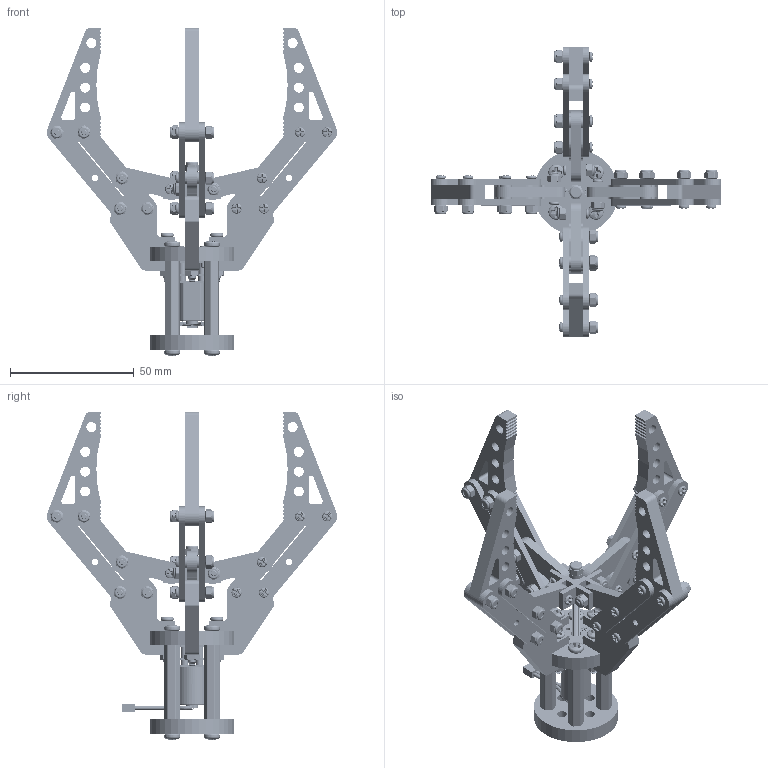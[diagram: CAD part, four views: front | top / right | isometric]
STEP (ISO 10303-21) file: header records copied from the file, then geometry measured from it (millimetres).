
FILE_DESCRIPTION( ( 'Unknown' ), '1' );
FILE_NAME( 'gripper.stp', 'Unknown', ( 'Unknown' ), ( 'Unknown' ), 'PSStep 15.0.49', 'Unknown', ' ' );
FILE_SCHEMA( ( 'AUTOMOTIVE_DESIGN { 1 0 10303 214 1 1 1 1 }' ) );
Length unit declared in the file: millimetre
Products named in the file (20): Assem1; bottom; bottom2; link; chuck; screw M3_18; nutM3_2; screw M2.5_14; locknutM2.5; motor; screwM1.6; nylonM4; bottom3; screw M4_10; plastic ring 2.5; link2; nut M3; screw M2.5_12; locknutM3; spring
Assembly tree (112 placements, depth 2):
  Assem1
    bottom
    bottom2  x4
    link  x16
    chuck  x4
    screw M3_18  x4
    nutM3_2  x4
    screw M2.5_14  x20
    locknutM2.5  x24
    motor
    screwM1.6  x2
    nylonM4  x4
    bottom3
    screw M4_10  x8
    plastic ring 2.5  x8
    link2  x4
    nut M3
    screw M2.5_12  x4
    locknutM3
    spring
Bounding box: 117.16 x 117.16 x 132.15 mm (x, y, z)
Volume: 60774.3 mm3; surface area: 62498.2 mm2
Topology: 112 solids, 112 shells, 7337 faces, 19205 edges, 12106 vertices
Faces by surface type: cone 3823, cylinder 2125, plane 1158, torus 117, sphere 108, bspline 6
Full cylindrical faces by diameter (mm): 0.6 x2, 1.5 x6, 1.6 x2, 2.2 x24, 2.4 x1, 2.5 x1057, 2.55 x16, 2.6 x56, 3 x288, 3.2 x4, 3.6 x4, 4 x279, 4.16 x24, 4.5 x24, 5 x9, 5.1 x1, 5.3 x4, 5.8 x1, 6.3 x8, 34 x1
Entity records: 41759 total; most frequent: CARTESIAN_POINT 6495, DIRECTION 5587, ORIENTED_EDGE 3824, AXIS2_PLACEMENT_3D 2482, EDGE_LOOP 2191, EDGE_CURVE 1912, VERTEX_POINT 1568, FACE_OUTER_BOUND 1533
